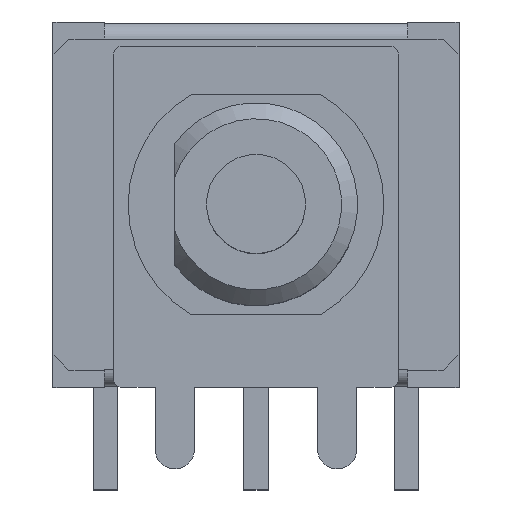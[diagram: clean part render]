
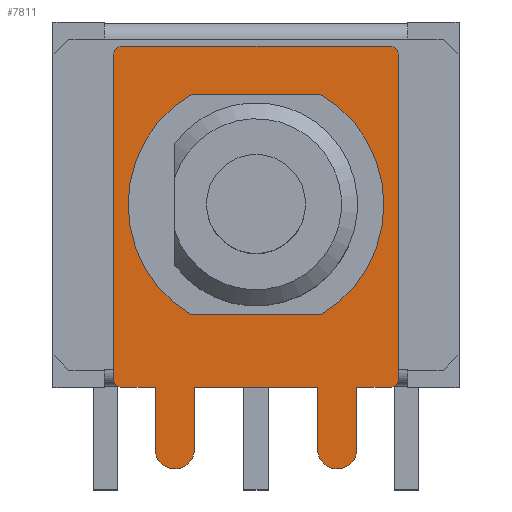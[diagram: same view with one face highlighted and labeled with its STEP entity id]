
A CAD part, top view. The second image highlights one B-rep face of the part: STEP entity #7811.
In plain terms, the highlighted planar face has unit normal (0, 0, 1).
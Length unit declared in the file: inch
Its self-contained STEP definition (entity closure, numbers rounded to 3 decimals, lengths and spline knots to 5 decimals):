
#71=FACE_BOUND('',#1143,.T.);
#358=PLANE('',#8282);
#692=FACE_OUTER_BOUND('',#1142,.T.);
#1142=EDGE_LOOP('',(#6126,#6127,#6128,#6129,#6130,#6131,#6132,#6133,#6134,
#6135,#6136,#6137,#6138,#6139,#6140,#6141));
#1143=EDGE_LOOP('',(#6142,#6143,#6144,#6145));
#1757=LINE('',#12829,#2575);
#1758=LINE('',#12833,#2576);
#1759=LINE('',#12837,#2577);
#1760=LINE('',#12839,#2578);
#1761=LINE('',#12843,#2579);
#1762=LINE('',#12845,#2580);
#1763=LINE('',#12847,#2581);
#1764=LINE('',#12851,#2582);
#1765=LINE('',#12853,#2583);
#1766=LINE('',#12856,#2584);
#1767=LINE('',#12859,#2585);
#1768=LINE('',#12863,#2586);
#2575=VECTOR('',#9405,0.3937);
#2576=VECTOR('',#9408,0.3937);
#2577=VECTOR('',#9411,0.3937);
#2578=VECTOR('',#9412,0.3937);
#2579=VECTOR('',#9415,0.3937);
#2580=VECTOR('',#9416,0.3937);
#2581=VECTOR('',#9417,0.3937);
#2582=VECTOR('',#9420,0.3937);
#2583=VECTOR('',#9421,0.3937);
#2584=VECTOR('',#9424,0.3937);
#2585=VECTOR('',#9425,0.3937);
#2586=VECTOR('',#9428,0.3937);
#3124=CIRCLE('',#8283,0.00984);
#3125=CIRCLE('',#8284,0.00984);
#3126=CIRCLE('',#8285,0.00984);
#3127=CIRCLE('',#8286,0.02402);
#3128=CIRCLE('',#8287,0.02402);
#3129=CIRCLE('',#8288,0.00984);
#3130=CIRCLE('',#8289,0.15748);
#3131=CIRCLE('',#8290,0.15748);
#3613=VERTEX_POINT('',#12825);
#3614=VERTEX_POINT('',#12826);
#3615=VERTEX_POINT('',#12828);
#3616=VERTEX_POINT('',#12830);
#3617=VERTEX_POINT('',#12832);
#3618=VERTEX_POINT('',#12834);
#3619=VERTEX_POINT('',#12836);
#3620=VERTEX_POINT('',#12838);
#3621=VERTEX_POINT('',#12840);
#3622=VERTEX_POINT('',#12842);
#3623=VERTEX_POINT('',#12844);
#3624=VERTEX_POINT('',#12846);
#3625=VERTEX_POINT('',#12848);
#3626=VERTEX_POINT('',#12850);
#3627=VERTEX_POINT('',#12852);
#3628=VERTEX_POINT('',#12854);
#3629=VERTEX_POINT('',#12857);
#3630=VERTEX_POINT('',#12858);
#3631=VERTEX_POINT('',#12860);
#3632=VERTEX_POINT('',#12862);
#4530=EDGE_CURVE('',#3613,#3614,#3124,.T.);
#4531=EDGE_CURVE('',#3613,#3615,#1757,.T.);
#4532=EDGE_CURVE('',#3616,#3615,#3125,.T.);
#4533=EDGE_CURVE('',#3617,#3616,#1758,.T.);
#4534=EDGE_CURVE('',#3618,#3617,#3126,.T.);
#4535=EDGE_CURVE('',#3619,#3618,#1759,.T.);
#4536=EDGE_CURVE('',#3620,#3619,#1760,.T.);
#4537=EDGE_CURVE('',#3621,#3620,#3127,.T.);
#4538=EDGE_CURVE('',#3622,#3621,#1761,.T.);
#4539=EDGE_CURVE('',#3623,#3622,#1762,.T.);
#4540=EDGE_CURVE('',#3624,#3623,#1763,.T.);
#4541=EDGE_CURVE('',#3625,#3624,#3128,.T.);
#4542=EDGE_CURVE('',#3626,#3625,#1764,.T.);
#4543=EDGE_CURVE('',#3627,#3626,#1765,.T.);
#4544=EDGE_CURVE('',#3628,#3627,#3129,.T.);
#4545=EDGE_CURVE('',#3614,#3628,#1766,.T.);
#4546=EDGE_CURVE('',#3629,#3630,#1767,.T.);
#4547=EDGE_CURVE('',#3630,#3631,#3130,.T.);
#4548=EDGE_CURVE('',#3631,#3632,#1768,.T.);
#4549=EDGE_CURVE('',#3632,#3629,#3131,.T.);
#6126=ORIENTED_EDGE('',*,*,#4530,.F.);
#6127=ORIENTED_EDGE('',*,*,#4531,.T.);
#6128=ORIENTED_EDGE('',*,*,#4532,.F.);
#6129=ORIENTED_EDGE('',*,*,#4533,.F.);
#6130=ORIENTED_EDGE('',*,*,#4534,.F.);
#6131=ORIENTED_EDGE('',*,*,#4535,.F.);
#6132=ORIENTED_EDGE('',*,*,#4536,.F.);
#6133=ORIENTED_EDGE('',*,*,#4537,.F.);
#6134=ORIENTED_EDGE('',*,*,#4538,.F.);
#6135=ORIENTED_EDGE('',*,*,#4539,.F.);
#6136=ORIENTED_EDGE('',*,*,#4540,.F.);
#6137=ORIENTED_EDGE('',*,*,#4541,.F.);
#6138=ORIENTED_EDGE('',*,*,#4542,.F.);
#6139=ORIENTED_EDGE('',*,*,#4543,.F.);
#6140=ORIENTED_EDGE('',*,*,#4544,.F.);
#6141=ORIENTED_EDGE('',*,*,#4545,.F.);
#6142=ORIENTED_EDGE('',*,*,#4546,.T.);
#6143=ORIENTED_EDGE('',*,*,#4547,.T.);
#6144=ORIENTED_EDGE('',*,*,#4548,.T.);
#6145=ORIENTED_EDGE('',*,*,#4549,.T.);
#7811=ADVANCED_FACE('',(#692,#71),#358,.T.);
#8282=AXIS2_PLACEMENT_3D('',#12824,#9401,#9402);
#8283=AXIS2_PLACEMENT_3D('',#12827,#9403,#9404);
#8284=AXIS2_PLACEMENT_3D('',#12831,#9406,#9407);
#8285=AXIS2_PLACEMENT_3D('',#12835,#9409,#9410);
#8286=AXIS2_PLACEMENT_3D('',#12841,#9413,#9414);
#8287=AXIS2_PLACEMENT_3D('',#12849,#9418,#9419);
#8288=AXIS2_PLACEMENT_3D('',#12855,#9422,#9423);
#8289=AXIS2_PLACEMENT_3D('',#12861,#9426,#9427);
#8290=AXIS2_PLACEMENT_3D('',#12864,#9429,#9430);
#9401=DIRECTION('center_axis',(0.,0.,
1.));
#9402=DIRECTION('ref_axis',(1.,0.,0.));
#9403=DIRECTION('center_axis',(0.,0.,
-1.));
#9404=DIRECTION('ref_axis',(0.707,0.707,0.));
#9405=DIRECTION('',(-1.,0.,0.));
#9406=DIRECTION('center_axis',(0.,0.,
-1.));
#9407=DIRECTION('ref_axis',(-0.707,0.707,0.));
#9408=DIRECTION('',(0.,1.,0.));
#9409=DIRECTION('center_axis',(0.,0.,
-1.));
#9410=DIRECTION('ref_axis',(-0.707,-0.707,0.));
#9411=DIRECTION('',(-1.,0.,0.));
#9412=DIRECTION('',(0.,1.,0.));
#9413=DIRECTION('center_axis',(0.,0.,
-1.));
#9414=DIRECTION('ref_axis',(-1.,0.,0.));
#9415=DIRECTION('',(0.,-1.,0.));
#9416=DIRECTION('',(-1.,0.,0.));
#9417=DIRECTION('',(0.,1.,0.));
#9418=DIRECTION('center_axis',(0.,0.,
-1.));
#9419=DIRECTION('ref_axis',(-1.,0.,0.));
#9420=DIRECTION('',(0.,-1.,0.));
#9421=DIRECTION('',(-1.,0.,0.));
#9422=DIRECTION('center_axis',(0.,0.,
-1.));
#9423=DIRECTION('ref_axis',(0.707,-0.707,0.));
#9424=DIRECTION('',(0.,-1.,0.));
#9425=DIRECTION('',(-1.,0.,0.));
#9426=DIRECTION('center_axis',(0.,0.,
-1.));
#9427=DIRECTION('ref_axis',(0.506,-0.863,0.));
#9428=DIRECTION('',(1.,0.,0.));
#9429=DIRECTION('center_axis',(0.,0.,
-1.));
#9430=DIRECTION('ref_axis',(-0.506,0.863,0.));
#12824=CARTESIAN_POINT('Origin',(0.,-0.05423,
0.36299));
#12825=CARTESIAN_POINT('',(0.16535,0.19508,0.36299));
#12826=CARTESIAN_POINT('',(0.1752,0.18524,0.36299));
#12827=CARTESIAN_POINT('Origin',(0.16535,0.18524,0.36299));
#12828=CARTESIAN_POINT('',(-0.16535,0.19508,0.36299));
#12829=CARTESIAN_POINT('',(-0.0876,0.19508,0.36299));
#12830=CARTESIAN_POINT('',(-0.1752,0.18524,0.36299));
#12831=CARTESIAN_POINT('Origin',(-0.16535,0.18524,0.36299));
#12832=CARTESIAN_POINT('',(-0.1752,-0.21516,0.36299));
#12833=CARTESIAN_POINT('',(-0.1752,0.225,0.36299));
#12834=CARTESIAN_POINT('',(-0.16535,-0.225,0.36299));
#12835=CARTESIAN_POINT('Origin',(-0.16535,-0.21516,
0.36299));
#12836=CARTESIAN_POINT('',(-0.12402,-0.225,0.36299));
#12837=CARTESIAN_POINT('',(-0.1752,-0.225,0.36299));
#12838=CARTESIAN_POINT('',(-0.12402,-0.30138,0.36299));
#12839=CARTESIAN_POINT('',(-0.12402,-0.225,0.36299));
#12840=CARTESIAN_POINT('',(-0.07598,-0.30138,0.36299));
#12841=CARTESIAN_POINT('Origin',(-0.1,-0.30138,0.36299));
#12842=CARTESIAN_POINT('',(-0.07598,-0.225,0.36299));
#12843=CARTESIAN_POINT('',(-0.07598,-0.30138,0.36299));
#12844=CARTESIAN_POINT('',(0.07598,-0.225,0.36299));
#12845=CARTESIAN_POINT('',(-0.07598,-0.225,0.36299));
#12846=CARTESIAN_POINT('',(0.07598,-0.30138,0.36299));
#12847=CARTESIAN_POINT('',(0.07598,-0.225,0.36299));
#12848=CARTESIAN_POINT('',(0.12402,-0.30138,0.36299));
#12849=CARTESIAN_POINT('Origin',(0.1,-0.30138,0.36299));
#12850=CARTESIAN_POINT('',(0.12402,-0.225,0.36299));
#12851=CARTESIAN_POINT('',(0.12402,-0.30138,0.36299));
#12852=CARTESIAN_POINT('',(0.16535,-0.225,0.36299));
#12853=CARTESIAN_POINT('',(0.12402,-0.225,0.36299));
#12854=CARTESIAN_POINT('',(0.1752,-0.21516,0.36299));
#12855=CARTESIAN_POINT('Origin',(0.16535,-0.21516,0.36299));
#12856=CARTESIAN_POINT('',(0.1752,-0.225,0.36299));
#12857=CARTESIAN_POINT('',(0.07969,-0.13583,0.36299));
#12858=CARTESIAN_POINT('',(-0.07969,-0.13583,0.36299));
#12859=CARTESIAN_POINT('',(0.07969,-0.13583,0.36299));
#12860=CARTESIAN_POINT('',(-0.07969,0.13583,0.36299));
#12861=CARTESIAN_POINT('Origin',(0.,0.,0.36299));
#12862=CARTESIAN_POINT('',(0.07969,0.13583,0.36299));
#12863=CARTESIAN_POINT('',(-0.07969,0.13583,0.36299));
#12864=CARTESIAN_POINT('Origin',(0.,0.,0.36299));
